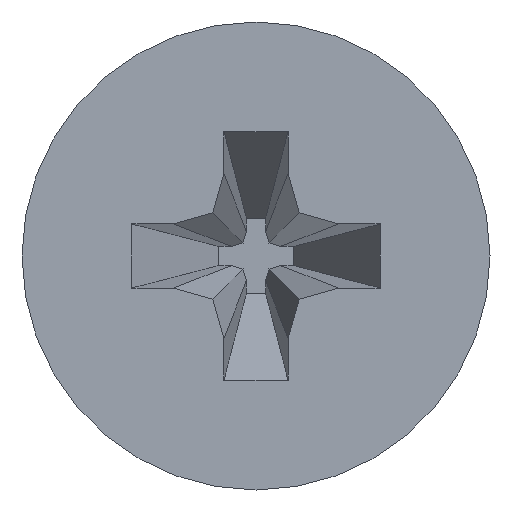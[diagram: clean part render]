
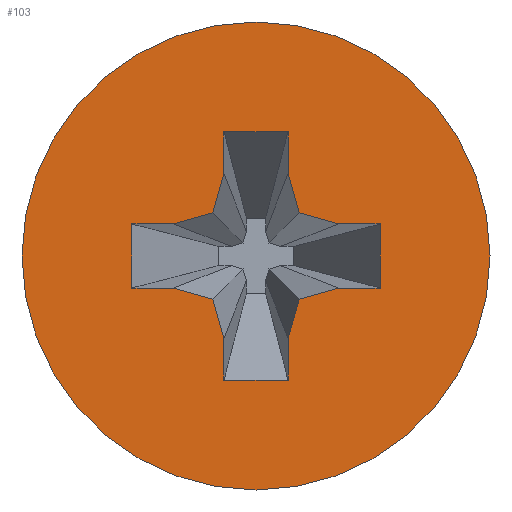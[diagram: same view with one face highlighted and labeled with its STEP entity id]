
A CAD part, left-side view. The second image highlights one B-rep face of the part: STEP entity #103.
In plain terms, the highlighted planar face has unit normal (-1, 0, 0).
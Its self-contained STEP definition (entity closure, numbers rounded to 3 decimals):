
#103=ADVANCED_FACE('',(#133,#135),#137,.F.);
#133=FACE_BOUND('',#134,.T.);
#134=EDGE_LOOP('',(#337));
#135=FACE_BOUND('',#136,.T.);
#136=EDGE_LOOP('',(#338,#339,#340,#341,#342,#343,#344,#345,#346,#347,#348,#349,#350,
#351,#352,#353,#354,#355,#356,#357));
#137=PLANE('',#138);
#138=AXIS2_PLACEMENT_3D('',#139,#140,#141);
#139=CARTESIAN_POINT('',(0.,0.,0.));
#140=DIRECTION('',(1.,0.,0.));
#141=DIRECTION('',(0.,0.,1.));
#337=ORIENTED_EDGE('',*,*,#475,.F.);
#338=ORIENTED_EDGE('',*,*,#476,.T.);
#339=ORIENTED_EDGE('',*,*,#477,.T.);
#340=ORIENTED_EDGE('',*,*,#478,.T.);
#341=ORIENTED_EDGE('',*,*,#479,.T.);
#342=ORIENTED_EDGE('',*,*,#480,.T.);
#343=ORIENTED_EDGE('',*,*,#481,.T.);
#344=ORIENTED_EDGE('',*,*,#482,.T.);
#345=ORIENTED_EDGE('',*,*,#483,.T.);
#346=ORIENTED_EDGE('',*,*,#484,.T.);
#347=ORIENTED_EDGE('',*,*,#485,.T.);
#348=ORIENTED_EDGE('',*,*,#486,.T.);
#349=ORIENTED_EDGE('',*,*,#487,.T.);
#350=ORIENTED_EDGE('',*,*,#488,.T.);
#351=ORIENTED_EDGE('',*,*,#489,.T.);
#352=ORIENTED_EDGE('',*,*,#490,.T.);
#353=ORIENTED_EDGE('',*,*,#491,.T.);
#354=ORIENTED_EDGE('',*,*,#492,.T.);
#355=ORIENTED_EDGE('',*,*,#493,.T.);
#356=ORIENTED_EDGE('',*,*,#494,.T.);
#357=ORIENTED_EDGE('',*,*,#495,.T.);
#475=EDGE_CURVE('',#544,#544,#545,.T.);
#476=EDGE_CURVE('',#546,#547,#548,.T.);
#477=EDGE_CURVE('',#547,#549,#550,.T.);
#478=EDGE_CURVE('',#549,#551,#552,.T.);
#479=EDGE_CURVE('',#551,#553,#554,.T.);
#480=EDGE_CURVE('',#553,#555,#556,.T.);
#481=EDGE_CURVE('',#555,#557,#558,.T.);
#482=EDGE_CURVE('',#557,#559,#560,.T.);
#483=EDGE_CURVE('',#559,#561,#562,.T.);
#484=EDGE_CURVE('',#561,#563,#564,.T.);
#485=EDGE_CURVE('',#563,#565,#566,.T.);
#486=EDGE_CURVE('',#565,#567,#568,.T.);
#487=EDGE_CURVE('',#567,#569,#570,.T.);
#488=EDGE_CURVE('',#569,#571,#572,.T.);
#489=EDGE_CURVE('',#571,#573,#574,.T.);
#490=EDGE_CURVE('',#573,#575,#576,.T.);
#491=EDGE_CURVE('',#575,#577,#578,.T.);
#492=EDGE_CURVE('',#577,#579,#580,.T.);
#493=EDGE_CURVE('',#579,#581,#582,.T.);
#494=EDGE_CURVE('',#581,#583,#584,.T.);
#495=EDGE_CURVE('',#583,#546,#585,.T.);
#544=VERTEX_POINT('',#660);
#545=CIRCLE('',#661,4.2);
#546=VERTEX_POINT('',#665);
#547=VERTEX_POINT('',#666);
#548=LINE('',#667,#668);
#549=VERTEX_POINT('',#670);
#550=LINE('',#671,#672);
#551=VERTEX_POINT('',#674);
#552=LINE('',#675,#676);
#553=VERTEX_POINT('',#678);
#554=LINE('',#679,#680);
#555=VERTEX_POINT('',#682);
#556=LINE('',#683,#684);
#557=VERTEX_POINT('',#686);
#558=LINE('',#687,#688);
#559=VERTEX_POINT('',#690);
#560=LINE('',#691,#692);
#561=VERTEX_POINT('',#694);
#562=LINE('',#695,#696);
#563=VERTEX_POINT('',#698);
#564=LINE('',#699,#700);
#565=VERTEX_POINT('',#702);
#566=LINE('',#703,#704);
#567=VERTEX_POINT('',#706);
#568=LINE('',#707,#708);
#569=VERTEX_POINT('',#710);
#570=LINE('',#711,#712);
#571=VERTEX_POINT('',#714);
#572=LINE('',#715,#716);
#573=VERTEX_POINT('',#718);
#574=LINE('',#719,#720);
#575=VERTEX_POINT('',#722);
#576=LINE('',#723,#724);
#577=VERTEX_POINT('',#726);
#578=LINE('',#727,#728);
#579=VERTEX_POINT('',#730);
#580=LINE('',#731,#732);
#581=VERTEX_POINT('',#734);
#582=LINE('',#735,#736);
#583=VERTEX_POINT('',#738);
#584=LINE('',#739,#740);
#585=LINE('',#742,#743);
#660=CARTESIAN_POINT('',(0.,4.2,0.));
#661=AXIS2_PLACEMENT_3D('',#662,#663,#664);
#662=CARTESIAN_POINT('',(0.,0.,0.));
#663=DIRECTION('',(1.,0.,0.));
#664=DIRECTION('',(0.,1.,0.));
#665=CARTESIAN_POINT('',(0.,0.575,2.227));
#666=CARTESIAN_POINT('',(0.,-0.575,2.227));
#667=CARTESIAN_POINT('',(0.,0.575,2.227));
#668=VECTOR('',#669,1.);
#669=DIRECTION('',(0.,-1.,0.));
#670=CARTESIAN_POINT('',(0.,-0.575,1.478));
#671=CARTESIAN_POINT('',(0.,-0.575,2.227));
#672=VECTOR('',#673,1.);
#673=DIRECTION('',(0.,0.,-1.));
#674=CARTESIAN_POINT('',(0.,-0.774,0.774));
#675=CARTESIAN_POINT('',(0.,-0.575,1.478));
#676=VECTOR('',#677,1.);
#677=DIRECTION('',(0.,-0.273,-0.962));
#678=CARTESIAN_POINT('',(0.,-1.478,0.575));
#679=CARTESIAN_POINT('',(0.,-0.774,0.774));
#680=VECTOR('',#681,1.);
#681=DIRECTION('',(0.,-0.962,-0.273));
#682=CARTESIAN_POINT('',(0.,-2.227,0.575));
#683=CARTESIAN_POINT('',(0.,-1.478,0.575));
#684=VECTOR('',#685,1.);
#685=DIRECTION('',(0.,-1.,0.));
#686=CARTESIAN_POINT('',(0.,-2.227,-0.575));
#687=CARTESIAN_POINT('',(0.,-2.227,0.575));
#688=VECTOR('',#689,1.);
#689=DIRECTION('',(0.,0.,-1.));
#690=CARTESIAN_POINT('',(0.,-1.478,-0.575));
#691=CARTESIAN_POINT('',(0.,-2.227,-0.575));
#692=VECTOR('',#693,1.);
#693=DIRECTION('',(0.,1.,0.));
#694=CARTESIAN_POINT('',(0.,-0.774,-0.774));
#695=CARTESIAN_POINT('',(0.,-1.478,-0.575));
#696=VECTOR('',#697,1.);
#697=DIRECTION('',(0.,0.962,-0.273));
#698=CARTESIAN_POINT('',(0.,-0.575,-1.478));
#699=CARTESIAN_POINT('',(0.,-0.774,-0.774));
#700=VECTOR('',#701,1.);
#701=DIRECTION('',(0.,0.273,-0.962));
#702=CARTESIAN_POINT('',(0.,-0.575,-2.227));
#703=CARTESIAN_POINT('',(0.,-0.575,-1.478));
#704=VECTOR('',#705,1.);
#705=DIRECTION('',(0.,0.,-1.));
#706=CARTESIAN_POINT('',(0.,0.575,-2.227));
#707=CARTESIAN_POINT('',(0.,-0.575,-2.227));
#708=VECTOR('',#709,1.);
#709=DIRECTION('',(0.,1.,0.));
#710=CARTESIAN_POINT('',(0.,0.575,-1.478));
#711=CARTESIAN_POINT('',(0.,0.575,-2.227));
#712=VECTOR('',#713,1.);
#713=DIRECTION('',(0.,0.,1.));
#714=CARTESIAN_POINT('',(0.,0.774,-0.774));
#715=CARTESIAN_POINT('',(0.,0.575,-1.478));
#716=VECTOR('',#717,1.);
#717=DIRECTION('',(0.,0.273,0.962));
#718=CARTESIAN_POINT('',(0.,1.478,-0.575));
#719=CARTESIAN_POINT('',(0.,0.774,-0.774));
#720=VECTOR('',#721,1.);
#721=DIRECTION('',(0.,0.962,0.273));
#722=CARTESIAN_POINT('',(0.,2.227,-0.575));
#723=CARTESIAN_POINT('',(0.,1.478,-0.575));
#724=VECTOR('',#725,1.);
#725=DIRECTION('',(0.,1.,0.));
#726=CARTESIAN_POINT('',(0.,2.227,0.575));
#727=CARTESIAN_POINT('',(0.,2.227,-0.575));
#728=VECTOR('',#729,1.);
#729=DIRECTION('',(0.,0.,1.));
#730=CARTESIAN_POINT('',(0.,1.478,0.575));
#731=CARTESIAN_POINT('',(0.,2.227,0.575));
#732=VECTOR('',#733,1.);
#733=DIRECTION('',(0.,-1.,0.));
#734=CARTESIAN_POINT('',(0.,0.774,0.774));
#735=CARTESIAN_POINT('',(0.,1.478,0.575));
#736=VECTOR('',#737,1.);
#737=DIRECTION('',(0.,-0.962,0.273));
#738=CARTESIAN_POINT('',(0.,0.575,1.478));
#739=CARTESIAN_POINT('',(0.,0.774,0.774));
#740=VECTOR('',#741,1.);
#741=DIRECTION('',(0.,-0.273,0.962));
#742=CARTESIAN_POINT('',(0.,0.575,1.478));
#743=VECTOR('',#744,1.);
#744=DIRECTION('',(0.,0.,1.));
